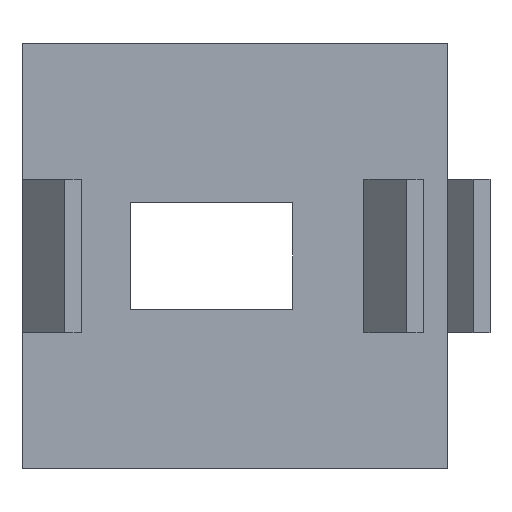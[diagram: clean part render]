
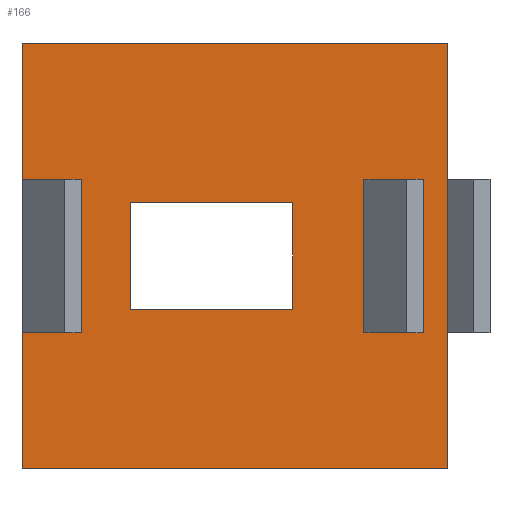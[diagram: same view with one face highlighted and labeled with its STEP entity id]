
A CAD part, front view. The second image highlights one B-rep face of the part: STEP entity #166.
In plain terms, the highlighted planar face has unit normal (0, -1, 0).
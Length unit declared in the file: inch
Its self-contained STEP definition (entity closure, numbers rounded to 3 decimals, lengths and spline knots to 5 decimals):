
#1 = DIRECTION ( 'NONE',  ( 0., 1., 0. ) ) ;
#2 = DIRECTION ( 'NONE',  ( 0., 0., 1. ) ) ;
#4 = AXIS2_PLACEMENT_3D ( 'NONE', #5, #1, #2 ) ;
#5 = CARTESIAN_POINT ( 'NONE',  ( 0.40408, -0.40391, 0.35433 ) ) ;
#6 = PLANE ( 'NONE',  #4 ) ;
#92 = VERTEX_POINT ( 'NONE', #487 ) ;
#94 = EDGE_CURVE ( 'NONE', #92, #95, #486, .T. ) ;
#95 = VERTEX_POINT ( 'NONE', #482 ) ;
#128 = EDGE_CURVE ( 'NONE', #152, #210, #550, .T. ) ;
#129 = ORIENTED_EDGE ( 'NONE', *, *, #138, .T. ) ;
#130 = ORIENTED_EDGE ( 'NONE', *, *, #131, .T. ) ;
#131 = EDGE_CURVE ( 'NONE', #208, #95, #546, .T. ) ;
#138 = EDGE_CURVE ( 'NONE', #210, #208, #535, .T. ) ;
#141 = VERTEX_POINT ( 'NONE', #527 ) ;
#143 = EDGE_CURVE ( 'NONE', #144, #141, #526, .T. ) ;
#144 = VERTEX_POINT ( 'NONE', #588 ) ;
#146 = ORIENTED_EDGE ( 'NONE', *, *, #147, .T. ) ;
#147 = EDGE_CURVE ( 'NONE', #188, #171, #587, .T. ) ;
#148 = EDGE_LOOP ( 'NONE', ( #149, #153, #129, #130, #251, #252, #173, #174 ) ) ;
#149 = ORIENTED_EDGE ( 'NONE', *, *, #150, .T. ) ;
#150 = EDGE_CURVE ( 'NONE', #151, #152, #583, .T. ) ;
#151 = VERTEX_POINT ( 'NONE', #579 ) ;
#152 = VERTEX_POINT ( 'NONE', #578 ) ;
#153 = ORIENTED_EDGE ( 'NONE', *, *, #128, .T. ) ;
#166 = ADVANCED_FACE ( 'NONE', ( #556, #555, #559 ), #6, .F. ) ;
#167 = EDGE_LOOP ( 'NONE', ( #168, #183, #186, #146 ) ) ;
#168 = ORIENTED_EDGE ( 'NONE', *, *, #169, .F. ) ;
#169 = EDGE_CURVE ( 'NONE', #170, #171, #619, .T. ) ;
#170 = VERTEX_POINT ( 'NONE', #615 ) ;
#171 = VERTEX_POINT ( 'NONE', #614 ) ;
#173 = ORIENTED_EDGE ( 'NONE', *, *, #143, .T. ) ;
#174 = ORIENTED_EDGE ( 'NONE', *, *, #175, .F. ) ;
#175 = EDGE_CURVE ( 'NONE', #151, #141, #612, .T. ) ;
#176 = EDGE_LOOP ( 'NONE', ( #177, #181, #202, #205 ) ) ;
#177 = ORIENTED_EDGE ( 'NONE', *, *, #178, .T. ) ;
#178 = EDGE_CURVE ( 'NONE', #179, #180, #608, .T. ) ;
#179 = VERTEX_POINT ( 'NONE', #604 ) ;
#180 = VERTEX_POINT ( 'NONE', #603 ) ;
#181 = ORIENTED_EDGE ( 'NONE', *, *, #182, .T. ) ;
#182 = EDGE_CURVE ( 'NONE', #180, #201, #602, .T. ) ;
#183 = ORIENTED_EDGE ( 'NONE', *, *, #184, .F. ) ;
#184 = EDGE_CURVE ( 'NONE', #185, #170, #598, .T. ) ;
#185 = VERTEX_POINT ( 'NONE', #594 ) ;
#186 = ORIENTED_EDGE ( 'NONE', *, *, #187, .T. ) ;
#187 = EDGE_CURVE ( 'NONE', #185, #188, #593, .T. ) ;
#188 = VERTEX_POINT ( 'NONE', #589 ) ;
#201 = VERTEX_POINT ( 'NONE', #626 ) ;
#202 = ORIENTED_EDGE ( 'NONE', *, *, #203, .T. ) ;
#203 = EDGE_CURVE ( 'NONE', #201, #204, #625, .T. ) ;
#204 = VERTEX_POINT ( 'NONE', #620 ) ;
#205 = ORIENTED_EDGE ( 'NONE', *, *, #206, .T. ) ;
#206 = EDGE_CURVE ( 'NONE', #204, #179, #621, .T. ) ;
#208 = VERTEX_POINT ( 'NONE', #678 ) ;
#210 = VERTEX_POINT ( 'NONE', #677 ) ;
#251 = ORIENTED_EDGE ( 'NONE', *, *, #94, .F. ) ;
#252 = ORIENTED_EDGE ( 'NONE', *, *, #253, .F. ) ;
#253 = EDGE_CURVE ( 'NONE', #144, #92, #694, .T. ) ;
#482 = CARTESIAN_POINT ( 'NONE',  ( 0.40408, -0.40391, -0.35433 ) ) ;
#483 = DIRECTION ( 'NONE',  ( 0., 0., -1. ) ) ;
#484 = VECTOR ( 'NONE', #483, 39.37008 ) ;
#485 = CARTESIAN_POINT ( 'NONE',  ( 0.40408, -0.40391, 0.35433 ) ) ;
#486 = LINE ( 'NONE', #485, #484 ) ;
#487 = CARTESIAN_POINT ( 'NONE',  ( 0.40408, -0.40391, 0.35433 ) ) ;
#523 = DIRECTION ( 'NONE',  ( 0., 0., -1. ) ) ;
#524 = VECTOR ( 'NONE', #523, 39.37008 ) ;
#525 = CARTESIAN_POINT ( 'NONE',  ( -0.30492, -0.40391, 0.35433 ) ) ;
#526 = LINE ( 'NONE', #525, #524 ) ;
#527 = CARTESIAN_POINT ( 'NONE',  ( -0.30492, -0.40391, 0.1275 ) ) ;
#532 = DIRECTION ( 'NONE',  ( 0., 0., -1. ) ) ;
#533 = VECTOR ( 'NONE', #532, 39.37008 ) ;
#534 = CARTESIAN_POINT ( 'NONE',  ( -0.30492, -0.40391, 0.35433 ) ) ;
#535 = LINE ( 'NONE', #534, #533 ) ;
#543 = DIRECTION ( 'NONE',  ( 1., 0., 0. ) ) ;
#544 = VECTOR ( 'NONE', #543, 39.37008 ) ;
#545 = CARTESIAN_POINT ( 'NONE',  ( 0.40408, -0.40391, -0.35433 ) ) ;
#546 = LINE ( 'NONE', #545, #544 ) ;
#547 = DIRECTION ( 'NONE',  ( -1., 0., 0. ) ) ;
#548 = VECTOR ( 'NONE', #547, 39.37008 ) ;
#549 = CARTESIAN_POINT ( 'NONE',  ( -0.30492, -0.40391, -0.1275 ) ) ;
#550 = LINE ( 'NONE', #549, #548 ) ;
#555 = FACE_OUTER_BOUND ( 'NONE', #148, .T. ) ;
#556 = FACE_BOUND ( 'NONE', #167, .T. ) ;
#559 = FACE_BOUND ( 'NONE', #176, .T. ) ;
#578 = CARTESIAN_POINT ( 'NONE',  ( -0.24837, -0.40391, -0.1275 ) ) ;
#579 = CARTESIAN_POINT ( 'NONE',  ( -0.24837, -0.40391, 0.1275 ) ) ;
#580 = DIRECTION ( 'NONE',  ( 0., 0., -1. ) ) ;
#581 = VECTOR ( 'NONE', #580, 39.37008 ) ;
#582 = CARTESIAN_POINT ( 'NONE',  ( -0.24837, -0.40391, 0.1275 ) ) ;
#583 = LINE ( 'NONE', #582, #581 ) ;
#584 = DIRECTION ( 'NONE',  ( -1., 0., 0. ) ) ;
#585 = VECTOR ( 'NONE', #584, 39.37008 ) ;
#586 = CARTESIAN_POINT ( 'NONE',  ( 0.26489, -0.40391, -0.1275 ) ) ;
#587 = LINE ( 'NONE', #586, #585 ) ;
#588 = CARTESIAN_POINT ( 'NONE',  ( -0.30492, -0.40391, 0.35433 ) ) ;
#589 = CARTESIAN_POINT ( 'NONE',  ( 0.32144, -0.40391, -0.1275 ) ) ;
#590 = DIRECTION ( 'NONE',  ( 0., 0., -1. ) ) ;
#591 = VECTOR ( 'NONE', #590, 39.37008 ) ;
#592 = CARTESIAN_POINT ( 'NONE',  ( 0.32144, -0.40391, 0.1275 ) ) ;
#593 = LINE ( 'NONE', #592, #591 ) ;
#594 = CARTESIAN_POINT ( 'NONE',  ( 0.32144, -0.40391, 0.1275 ) ) ;
#595 = DIRECTION ( 'NONE',  ( -1., 0., 0. ) ) ;
#596 = VECTOR ( 'NONE', #595, 39.37008 ) ;
#597 = CARTESIAN_POINT ( 'NONE',  ( 0.26489, -0.40391, 0.1275 ) ) ;
#598 = LINE ( 'NONE', #597, #596 ) ;
#599 = DIRECTION ( 'NONE',  ( 0., 0., 1. ) ) ;
#600 = VECTOR ( 'NONE', #599, 39.37008 ) ;
#601 = CARTESIAN_POINT ( 'NONE',  ( -0.12492, -0.40391, -0.08858 ) ) ;
#602 = LINE ( 'NONE', #601, #600 ) ;
#603 = CARTESIAN_POINT ( 'NONE',  ( -0.12492, -0.40391, -0.08858 ) ) ;
#604 = CARTESIAN_POINT ( 'NONE',  ( 0.14608, -0.40391, -0.08858 ) ) ;
#605 = DIRECTION ( 'NONE',  ( -1., 0., 0. ) ) ;
#606 = VECTOR ( 'NONE', #605, 39.37008 ) ;
#607 = CARTESIAN_POINT ( 'NONE',  ( -0.12492, -0.40391, -0.08858 ) ) ;
#608 = LINE ( 'NONE', #607, #606 ) ;
#609 = DIRECTION ( 'NONE',  ( -1., 0., 0. ) ) ;
#610 = VECTOR ( 'NONE', #609, 39.37008 ) ;
#611 = CARTESIAN_POINT ( 'NONE',  ( -0.30492, -0.40391, 0.1275 ) ) ;
#612 = LINE ( 'NONE', #611, #610 ) ;
#614 = CARTESIAN_POINT ( 'NONE',  ( 0.26489, -0.40391, -0.1275 ) ) ;
#615 = CARTESIAN_POINT ( 'NONE',  ( 0.26489, -0.40391, 0.1275 ) ) ;
#616 = DIRECTION ( 'NONE',  ( 0., 0., -1. ) ) ;
#617 = VECTOR ( 'NONE', #616, 39.37008 ) ;
#618 = CARTESIAN_POINT ( 'NONE',  ( 0.26489, -0.40391, 0.1275 ) ) ;
#619 = LINE ( 'NONE', #618, #617 ) ;
#620 = CARTESIAN_POINT ( 'NONE',  ( 0.14608, -0.40391, 0.08858 ) ) ;
#621 = LINE ( 'NONE', #685, #684 ) ;
#622 = DIRECTION ( 'NONE',  ( 1., 0., 0. ) ) ;
#623 = VECTOR ( 'NONE', #622, 39.37008 ) ;
#624 = CARTESIAN_POINT ( 'NONE',  ( -0.12492, -0.40391, 0.08858 ) ) ;
#625 = LINE ( 'NONE', #624, #623 ) ;
#626 = CARTESIAN_POINT ( 'NONE',  ( -0.12492, -0.40391, 0.08858 ) ) ;
#677 = CARTESIAN_POINT ( 'NONE',  ( -0.30492, -0.40391, -0.1275 ) ) ;
#678 = CARTESIAN_POINT ( 'NONE',  ( -0.30492, -0.40391, -0.35433 ) ) ;
#683 = DIRECTION ( 'NONE',  ( 0., 0., -1. ) ) ;
#684 = VECTOR ( 'NONE', #683, 39.37008 ) ;
#685 = CARTESIAN_POINT ( 'NONE',  ( 0.14608, -0.40391, -0.08858 ) ) ;
#687 = DIRECTION ( 'NONE',  ( 1., 0., 0. ) ) ;
#688 = VECTOR ( 'NONE', #687, 39.37008 ) ;
#689 = CARTESIAN_POINT ( 'NONE',  ( 0.40408, -0.40391, 0.35433 ) ) ;
#694 = LINE ( 'NONE', #689, #688 ) ;
